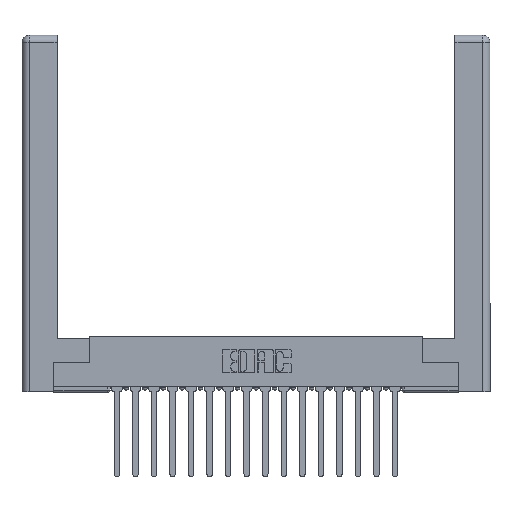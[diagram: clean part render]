
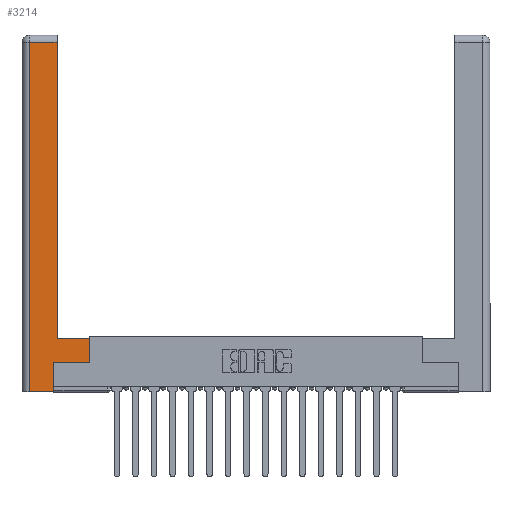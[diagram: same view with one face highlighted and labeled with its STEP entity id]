
A CAD part, top view. The second image highlights one B-rep face of the part: STEP entity #3214.
In plain terms, the highlighted planar face has unit normal (0, 0, 1).
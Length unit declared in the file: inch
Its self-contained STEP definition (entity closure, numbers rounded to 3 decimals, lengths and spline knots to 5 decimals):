
#652 = CARTESIAN_POINT ( 'NONE',  ( 0.295, 3., 0. ) ) ;
#750 = CARTESIAN_POINT ( 'NONE',  ( 0.0615, 2.94, 0. ) ) ;
#754 = VERTEX_POINT ( 'NONE', #15436 ) ;
#870 = ORIENTED_EDGE ( 'NONE', *, *, #4667, .T. ) ;
#897 = CARTESIAN_POINT ( 'NONE',  ( 0.0615, 0., 0. ) ) ;
#958 = CARTESIAN_POINT ( 'NONE',  ( 0.565, 0.45, 0. ) ) ;
#1056 = AXIS2_PLACEMENT_3D ( 'NONE', #8037, #11090, #17187 ) ;
#1066 = VECTOR ( 'NONE', #8086, 39.37008 ) ;
#1763 = ORIENTED_EDGE ( 'NONE', *, *, #18866, .T. ) ;
#1809 = VECTOR ( 'NONE', #11204, 39.37008 ) ;
#2403 = DIRECTION ( 'NONE',  ( 0., -1., 0. ) ) ;
#2443 = CARTESIAN_POINT ( 'NONE',  ( 0.265, 0.245, 0. ) ) ;
#2673 = EDGE_CURVE ( 'NONE', #17472, #13799, #19379, .T. ) ;
#2727 = ORIENTED_EDGE ( 'NONE', *, *, #16490, .T. ) ;
#2803 = EDGE_CURVE ( 'NONE', #13799, #17849, #18888, .T. ) ;
#3098 = DIRECTION ( 'NONE',  ( -1., 0., 0. ) ) ;
#3214 = ADVANCED_FACE ( 'NONE', ( #6603 ), #8102, .F. ) ;
#3457 = EDGE_LOOP ( 'NONE', ( #18999, #17422, #2727, #1763, #5373, #870, #10908, #16537 ) ) ;
#3575 = CARTESIAN_POINT ( 'NONE',  ( 0.265, 0., 0. ) ) ;
#4101 = DIRECTION ( 'NONE',  ( 0., 1., 0. ) ) ;
#4667 = EDGE_CURVE ( 'NONE', #13877, #17472, #14497, .T. ) ;
#4918 = VERTEX_POINT ( 'NONE', #14573 ) ;
#4983 = CARTESIAN_POINT ( 'NONE',  ( 0.565, 0.245, 0. ) ) ;
#5135 = CARTESIAN_POINT ( 'NONE',  ( 0.565, 0.245, 0. ) ) ;
#5373 = ORIENTED_EDGE ( 'NONE', *, *, #6853, .T. ) ;
#5700 = VECTOR ( 'NONE', #4101, 39.37008 ) ;
#6106 = LINE ( 'NONE', #3575, #14110 ) ;
#6603 = FACE_OUTER_BOUND ( 'NONE', #3457, .T. ) ;
#6853 = EDGE_CURVE ( 'NONE', #17833, #13877, #11122, .T. ) ;
#7980 = DIRECTION ( 'NONE',  ( 1., 0., 0. ) ) ;
#8037 = CARTESIAN_POINT ( 'NONE',  ( 0., 0., 0. ) ) ;
#8086 = DIRECTION ( 'NONE',  ( 1., 0., 0. ) ) ;
#8102 = PLANE ( 'NONE',  #1056 ) ;
#8129 = VECTOR ( 'NONE', #3098, 39.37008 ) ;
#8289 = VECTOR ( 'NONE', #12448, 39.37008 ) ;
#8704 = CARTESIAN_POINT ( 'NONE',  ( 0.265, 0.245, 0. ) ) ;
#8904 = CARTESIAN_POINT ( 'NONE',  ( 0.295, 0.45, 0. ) ) ;
#9568 = VERTEX_POINT ( 'NONE', #750 ) ;
#10604 = EDGE_CURVE ( 'NONE', #17849, #4918, #14511, .T. ) ;
#10908 = ORIENTED_EDGE ( 'NONE', *, *, #2673, .T. ) ;
#11090 = DIRECTION ( 'NONE',  ( 0., 0., -1. ) ) ;
#11122 = LINE ( 'NONE', #8704, #17474 ) ;
#11204 = DIRECTION ( 'NONE',  ( 0., 1., 0. ) ) ;
#11584 = CARTESIAN_POINT ( 'NONE',  ( 0.295, 0.45, 0. ) ) ;
#12013 = CARTESIAN_POINT ( 'NONE',  ( 0.0615, 2.94, 0. ) ) ;
#12448 = DIRECTION ( 'NONE',  ( -1., 0., 0. ) ) ;
#13799 = VERTEX_POINT ( 'NONE', #958 ) ;
#13877 = VERTEX_POINT ( 'NONE', #2443 ) ;
#14110 = VECTOR ( 'NONE', #7980, 39.37008 ) ;
#14497 = LINE ( 'NONE', #5135, #1066 ) ;
#14511 = LINE ( 'NONE', #652, #1809 ) ;
#14573 = CARTESIAN_POINT ( 'NONE',  ( 0.295, 2.94, 0. ) ) ;
#14670 = CARTESIAN_POINT ( 'NONE',  ( 0.565, 0.45, 0. ) ) ;
#14776 = EDGE_CURVE ( 'NONE', #4918, #9568, #18957, .T. ) ;
#15436 = CARTESIAN_POINT ( 'NONE',  ( 0.0615, 0., 0. ) ) ;
#16076 = DIRECTION ( 'NONE',  ( 0., 1., 0. ) ) ;
#16102 = CARTESIAN_POINT ( 'NONE',  ( 0.265, 0., 0. ) ) ;
#16490 = EDGE_CURVE ( 'NONE', #9568, #754, #19366, .T. ) ;
#16537 = ORIENTED_EDGE ( 'NONE', *, *, #2803, .T. ) ;
#17187 = DIRECTION ( 'NONE',  ( -1., 0., 0. ) ) ;
#17422 = ORIENTED_EDGE ( 'NONE', *, *, #14776, .T. ) ;
#17472 = VERTEX_POINT ( 'NONE', #4983 ) ;
#17474 = VECTOR ( 'NONE', #16076, 39.37008 ) ;
#17496 = VECTOR ( 'NONE', #2403, 39.37008 ) ;
#17833 = VERTEX_POINT ( 'NONE', #16102 ) ;
#17849 = VERTEX_POINT ( 'NONE', #11584 ) ;
#18866 = EDGE_CURVE ( 'NONE', #754, #17833, #6106, .T. ) ;
#18888 = LINE ( 'NONE', #8904, #8289 ) ;
#18957 = LINE ( 'NONE', #12013, #8129 ) ;
#18999 = ORIENTED_EDGE ( 'NONE', *, *, #10604, .T. ) ;
#19366 = LINE ( 'NONE', #897, #17496 ) ;
#19379 = LINE ( 'NONE', #14670, #5700 ) ;
